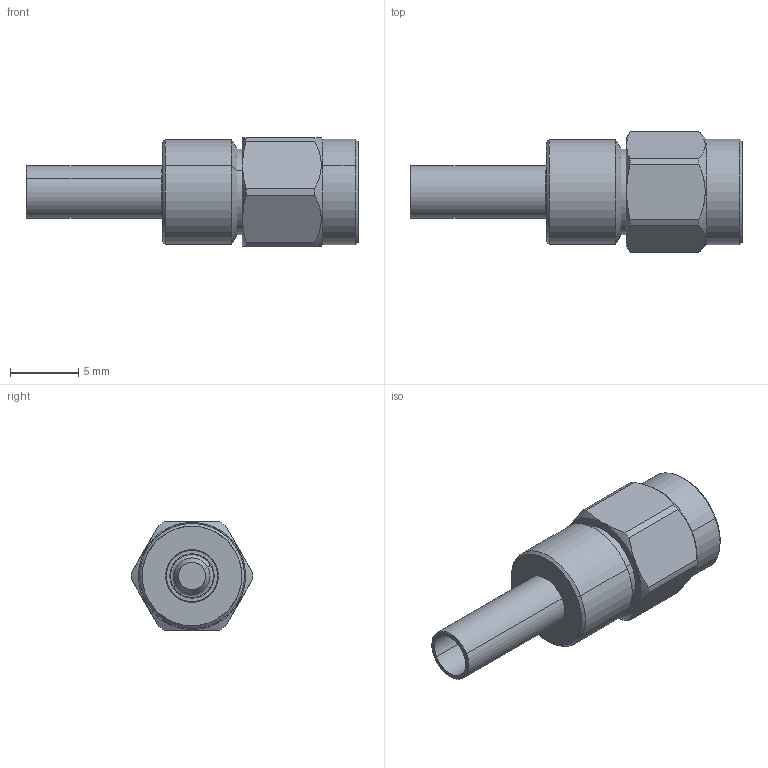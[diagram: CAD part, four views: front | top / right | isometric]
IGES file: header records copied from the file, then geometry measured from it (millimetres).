
Start section: SolidWorks IGES file using analytic representation for surfaces
Global section: file name: R125071120A.IGS; native system: SolidWorks 2011; preprocessor: SolidWorks 2011; author: RAYMOND_G; date: 110502.101831; units: millimetre
Bounding box: 24.35 x 8.9 x 7.94 mm (x, y, z)
Surface area: 1059.3 mm2 (no closed solid volume)
Topology: 0 solids, 0 shells, 98 faces, 1252 edges, 1252 vertices
Faces by surface type: revolution 73, bspline 25
